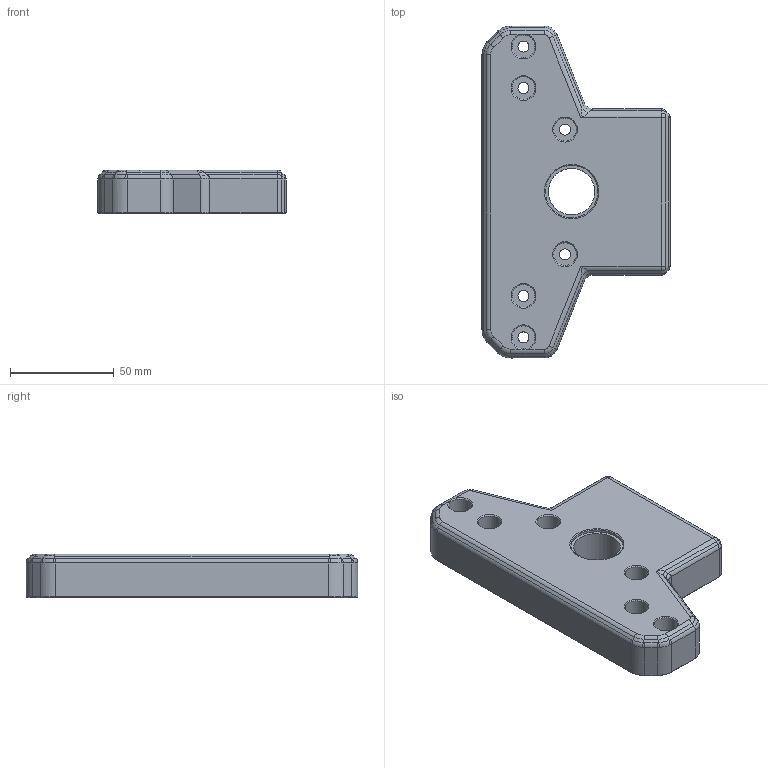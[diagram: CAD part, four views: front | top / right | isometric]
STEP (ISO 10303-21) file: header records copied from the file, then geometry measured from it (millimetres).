
FILE_DESCRIPTION(/* description */ (''),/* implementation_level */ '2;1');
FILE_NAME(/* name */ 'X Axis_X axis Bearing Block v5.step',/* time_stamp */ '2024-02-10T14:11:57-05:00',/* author */ (''),/* organization */ (''),/* preprocessor_version */ 'ST-DEVELOPER v20',/* originating_system */ 'Autodesk Translation Framework v12.20.1.177',/* authorisation */ '');
FILE_SCHEMA (('AUTOMOTIVE_DESIGN { 1 0 10303 214 3 1 1 }'));
Length unit declared in the file: millimetre
Products named in the file (2): X Axis_X axis Bearing Block; Component15
Assembly tree (1 placements, depth 2):
  X Axis_X axis Bearing Block
    Component15
Bounding box: 90.55 x 159.76 x 21 mm (x, y, z)
Volume: 200622.1 mm3; surface area: 34222.8 mm2
Topology: 1 solids, 2 shells, 203 faces, 485 edges, 282 vertices
Faces by surface type: plane 83, cylinder 60, cone 32, bspline 22, sphere 4, torus 2
Full cylindrical faces by diameter (mm): 5.3 x6, 11 x6, 22.4 x1, 25.3 x1, 25.4 x1
Entity records: 6177 total; most frequent: CARTESIAN_POINT 1344, DIRECTION 1051, ORIENTED_EDGE 966, EDGE_CURVE 483, AXIS2_PLACEMENT_3D 391, VERTEX_POINT 282, LINE 269, VECTOR 269
